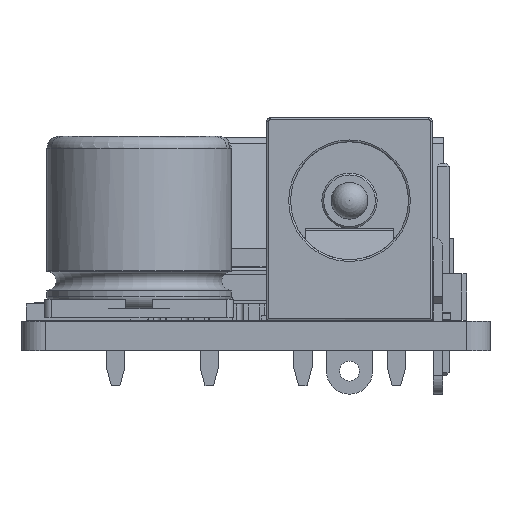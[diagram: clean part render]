
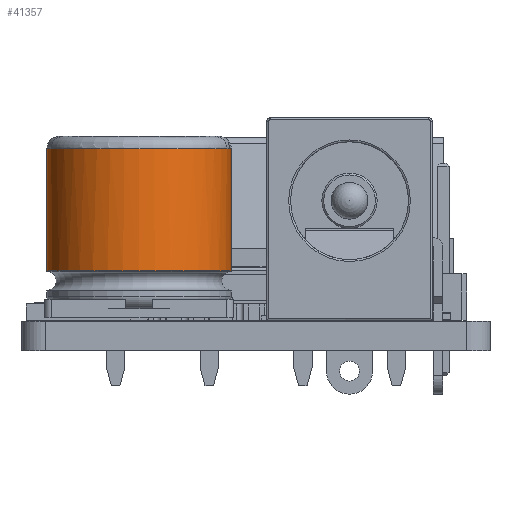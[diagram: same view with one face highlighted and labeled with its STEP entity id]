
A CAD part, left-side view. The second image highlights one B-rep face of the part: STEP entity #41357.
In plain terms, the highlighted cylindrical face has radius 5 mm (diameter 10 mm), a full revolution.
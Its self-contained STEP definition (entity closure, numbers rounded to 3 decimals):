
#2187=CYLINDRICAL_SURFACE('',#43858,5.);
#2551=CIRCLE('',#43839,5.);
#2552=CIRCLE('',#43840,5.);
#2559=CIRCLE('',#43859,5.);
#2560=CIRCLE('',#43860,5.);
#2561=CIRCLE('',#43861,5.);
#3466=FACE_OUTER_BOUND('',#5746,.T.);
#5746=EDGE_LOOP('',(#27114,#27115,#27116,#27117,#27118,#27119,#27120));
#8473=LINE('',#56535,#12525);
#12525=VECTOR('',#47287,5.);
#16426=VERTEX_POINT('',#56485);
#16427=VERTEX_POINT('',#56487);
#16436=VERTEX_POINT('',#56530);
#16437=VERTEX_POINT('',#56531);
#16438=VERTEX_POINT('',#56533);
#20509=EDGE_CURVE('',#16426,#16427,#2551,.T.);
#20510=EDGE_CURVE('',#16427,#16426,#2552,.T.);
#20531=EDGE_CURVE('',#16436,#16437,#2559,.T.);
#20532=EDGE_CURVE('',#16437,#16438,#2560,.T.);
#20533=EDGE_CURVE('',#16438,#16427,#8473,.T.);
#20534=EDGE_CURVE('',#16438,#16436,#2561,.T.);
#27114=ORIENTED_EDGE('',*,*,#20531,.T.);
#27115=ORIENTED_EDGE('',*,*,#20532,.T.);
#27116=ORIENTED_EDGE('',*,*,#20533,.T.);
#27117=ORIENTED_EDGE('',*,*,#20509,.F.);
#27118=ORIENTED_EDGE('',*,*,#20510,.F.);
#27119=ORIENTED_EDGE('',*,*,#20533,.F.);
#27120=ORIENTED_EDGE('',*,*,#20534,.T.);
#41357=ADVANCED_FACE('',(#3466),#2187,.T.);
#43839=AXIS2_PLACEMENT_3D('',#56488,#47229,#47230);
#43840=AXIS2_PLACEMENT_3D('',#56489,#47231,#47232);
#43858=AXIS2_PLACEMENT_3D('',#56529,#47281,#47282);
#43859=AXIS2_PLACEMENT_3D('',#56532,#47283,#47284);
#43860=AXIS2_PLACEMENT_3D('',#56534,#47285,#47286);
#43861=AXIS2_PLACEMENT_3D('',#56536,#47288,#47289);
#47229=DIRECTION('center_axis',(0.,0.,-1.));
#47230=DIRECTION('ref_axis',(-0.809,-0.588,0.));
#47231=DIRECTION('center_axis',(0.,0.,-1.));
#47232=DIRECTION('ref_axis',(-0.809,-0.588,0.));
#47281=DIRECTION('center_axis',(0.,0.,1.));
#47282=DIRECTION('ref_axis',(-1.,0.,0.));
#47283=DIRECTION('center_axis',(0.,0.,-1.));
#47284=DIRECTION('ref_axis',(-1.,0.,0.));
#47285=DIRECTION('center_axis',(0.,0.,-1.));
#47286=DIRECTION('ref_axis',(-1.,0.,0.));
#47287=DIRECTION('',(0.,0.,-1.));
#47288=DIRECTION('center_axis',(0.,0.,-1.));
#47289=DIRECTION('ref_axis',(-1.,0.,0.));
#56485=CARTESIAN_POINT('',(-5.,0.,2.698));
#56487=CARTESIAN_POINT('',(5.,0.,2.698));
#56488=CARTESIAN_POINT('Origin',(0.,0.,2.698));
#56489=CARTESIAN_POINT('Origin',(0.,0.,2.698));
#56529=CARTESIAN_POINT('Origin',(0.,0.,2.65));
#56530=CARTESIAN_POINT('',(1.5,-4.77,9.333));
#56531=CARTESIAN_POINT('',(1.5,4.77,9.333));
#56532=CARTESIAN_POINT('Origin',(0.,0.,9.333));
#56533=CARTESIAN_POINT('',(5.,0.,9.333));
#56534=CARTESIAN_POINT('Origin',(0.,0.,9.333));
#56535=CARTESIAN_POINT('',(5.,0.,2.65));
#56536=CARTESIAN_POINT('Origin',(0.,0.,9.333));
